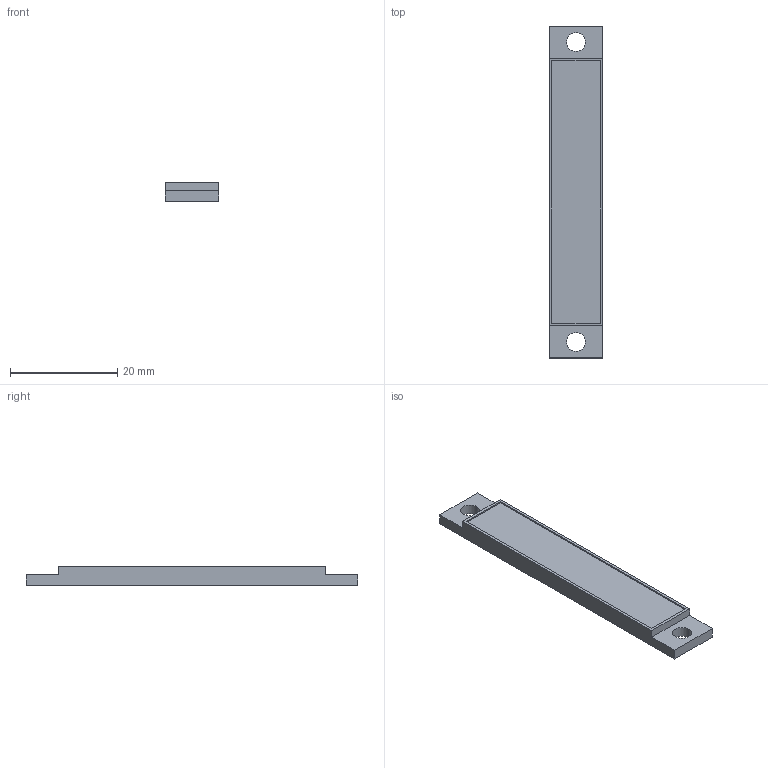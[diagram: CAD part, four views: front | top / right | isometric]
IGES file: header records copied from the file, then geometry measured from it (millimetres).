
Start section:  PTC IGES file: 158521.igs
Global section: file name: 158521.igs; native system: Pro/ENGINEER by Parametric Technology Corporation; preprocessor: 2009141; author: banengservice; organization: Unknown; date: 20111006.132055; units: inch
Bounding box: 10 x 62 x 3.5 mm (x, y, z)
Volume: 1841.3 mm3; surface area: 1742.5 mm2
Topology: 1 solids, 1 shells, 19 faces, 48 edges, 32 vertices
Faces by surface type: bspline 15, revolution 4
